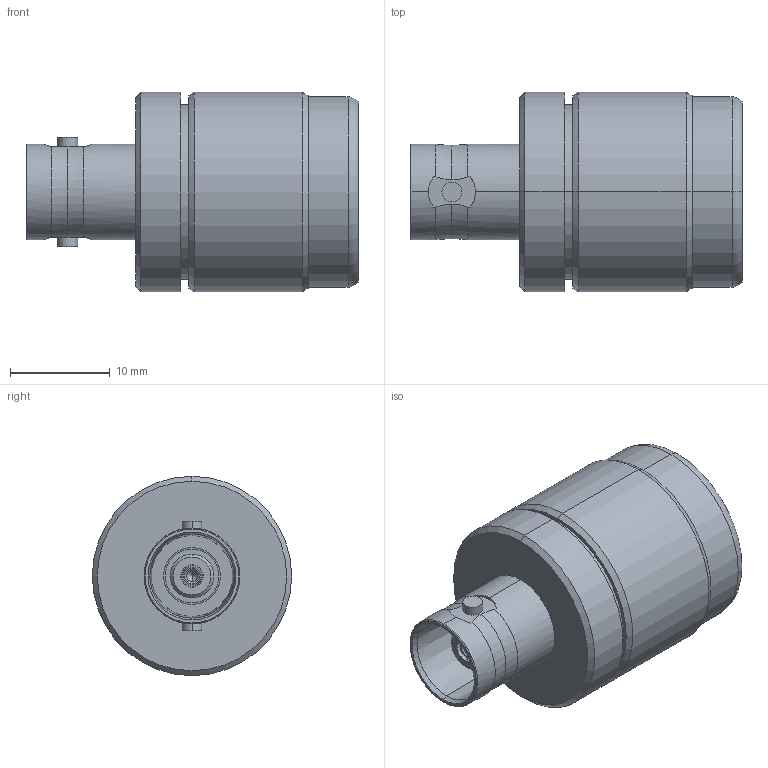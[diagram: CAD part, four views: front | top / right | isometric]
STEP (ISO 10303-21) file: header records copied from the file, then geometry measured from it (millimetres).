
FILE_DESCRIPTION (( 'STEP AP214' ), '1' );
FILE_NAME ('FMAD10044_3D.step', '2025-02-24T20:23:23', ( '' ), ( '' ), 'SwSTEP 2.0', 'SolidWorks 2022', '' );
FILE_SCHEMA (( 'AUTOMOTIVE_DESIGN' ));
Length unit declared in the file: inch
Products named in the file (1): FMAD10044_3D
Bounding box: 33.3 x 20 x 20 mm (x, y, z)
Volume: 5427.4 mm3; surface area: 4290.7 mm2
Topology: 1 solids, 1 shells, 142 faces, 316 edges, 192 vertices
Faces by surface type: cone 54, cylinder 48, plane 32, torus 6, sphere 2
Entity records: 5683 total; most frequent: CARTESIAN_POINT 793, DIRECTION 736, ORIENTED_EDGE 628, EDGE_CURVE 314, AXIS2_PLACEMENT_3D 303, VERTEX_POINT 192, CIRCLE 160, EDGE_LOOP 160
